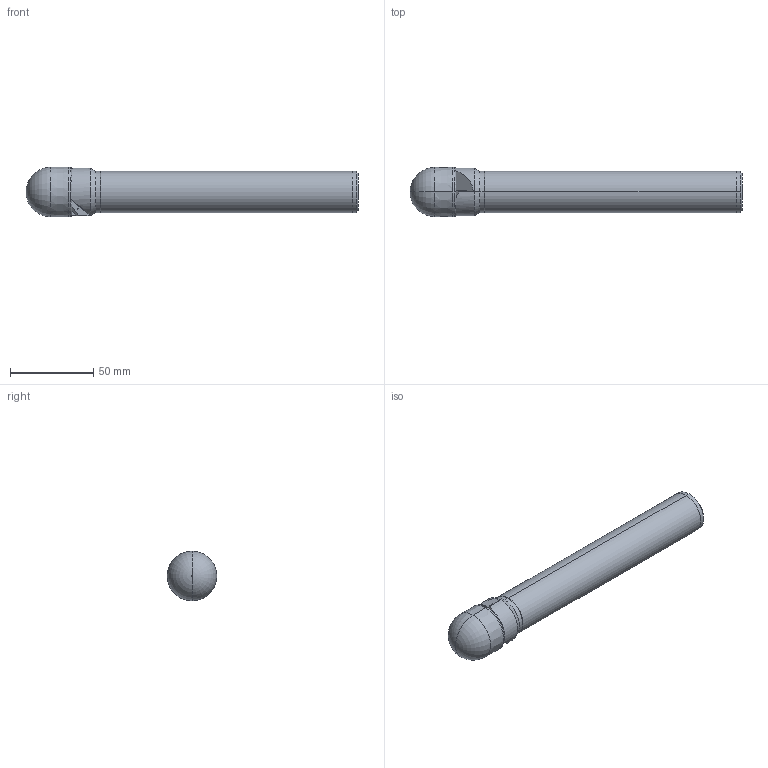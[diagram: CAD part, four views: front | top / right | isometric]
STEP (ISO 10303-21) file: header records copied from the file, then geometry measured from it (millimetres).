
FILE_DESCRIPTION (( 'STEP AP214' ), '1' );
FILE_NAME ('KF-30-K05-25-200.STEP', '2019-08-14T07:52:22', ( '' ), ( '' ), 'SwSTEP 2.0', 'SolidWorks 2019', '' );
FILE_SCHEMA (( 'AUTOMOTIVE_DESIGN' ));
Length unit declared in the file: millimetre
Products named in the file (1): KF-30-K05-25-200
Bounding box: 200 x 29.92 x 29.92 mm (x, y, z)
Volume: 99043.7 mm3; surface area: 19708.5 mm2
Topology: 1 solids, 1 shells, 99 faces, 252 edges, 156 vertices
Faces by surface type: plane 30, cone 29, cylinder 20, torus 15, bspline 4, sphere 1
Entity records: 3754 total; most frequent: CARTESIAN_POINT 1233, ORIENTED_EDGE 504, DIRECTION 445, EDGE_CURVE 252, AXIS2_PLACEMENT_3D 183, VERTEX_POINT 156, EDGE_LOOP 104, ADVANCED_FACE 99
